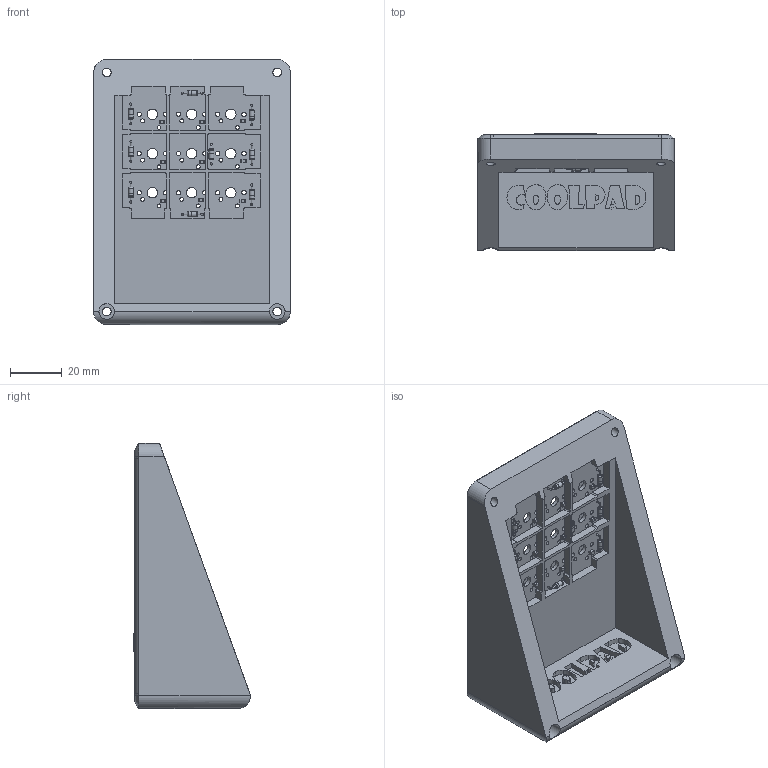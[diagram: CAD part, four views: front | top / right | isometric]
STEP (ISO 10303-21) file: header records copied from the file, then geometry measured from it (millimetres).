
FILE_DESCRIPTION(/* description */ (''),/* implementation_level */ '2;1');
FILE_NAME(/* name */ 'CoolPad_Assembly.step',/* time_stamp */ '2026-01-31T12:19:26-08:00',/* author */ (''),/* organization */ (''),/* preprocessor_version */ 'ST-DEVELOPER v20.1',/* originating_system */ 'Autodesk Translation Framework v14.24.0.0',/* authorisation */ '');
FILE_SCHEMA (('AUTOMOTIVE_DESIGN { 1 0 10303 214 3 1 1 }'));
Products named in the file (41): 2026-01-27-22-34-55-830; mycoolpad 1; PinHeader_1x04_P2.54mm_Vertical; PinHeader_1x03_P2.54mm_Vertical; mycoolpad_PCB; C_0805_2012Metric; D_DO-35_SOD27_P7.62mm_Horizontal; Seeed Studio XIAO ESP32-C5; Seeed Studio XIAO-ESP32-C3; USB TYPE C PORT; USB TYPE C PORT (1); BOSS-EXTRUDE14_8_; BOSS-EXTRUDE7_4_; BOSS-EXTRUDE7_3_; BOSS-EXTRUDE14_4_; BOSS-EXTRUDE14_2_; BOSS-EXTRUDE14_11_; BOSS-EXTRUDE7_7_; BOSS-EXTRUDE14_9_; BOSS-EXTRUDE14_3_; BOSS-EXTRUDE14_7_; MIRROR2; BOSS-EXTRUDE14_5_; BOSS-EXTRUDE14_12_; BOSS-EXTRUDE7_8_; BOSS-EXTRUDE7_1_; BOSS-EXTRUDE14_10_; BOSS-EXTRUDE7_9_; BOSS-EXTRUDE14_6_; CHAMFER9; BOSS-EXTRUDE14_1_; BOSS-EXTRUDE7_6_; BOSS-EXTRUDE7_2_; CUT-EXTRUDE5; BOSS-EXTRUDE7_5_; U.FL Connector v1; Shield; Button (1); 2026-01-27-21-37-25-054; 2026-01-27-20-55-09-246 ...
Assembly tree (56 placements, depth 6):
  2026-01-27-22-34-55-830
    mycoolpad 1
      PinHeader_1x04_P2.54mm_Vertical
      PinHeader_1x03_P2.54mm_Vertical
      C_0805_2012Metric  x9
      D_DO-35_SOD27_P7.62mm_Horizontal  x9
      mycoolpad_PCB
    Seeed Studio XIAO ESP32-C5
      Seeed Studio XIAO-ESP32-C3
        USB TYPE C PORT
          USB TYPE C PORT (1)
            BOSS-EXTRUDE14_8_
            BOSS-EXTRUDE7_4_
            BOSS-EXTRUDE7_3_
            BOSS-EXTRUDE14_4_
            BOSS-EXTRUDE14_2_
            BOSS-EXTRUDE14_11_
            BOSS-EXTRUDE7_7_
            BOSS-EXTRUDE14_9_
            BOSS-EXTRUDE14_3_
            BOSS-EXTRUDE14_7_
            MIRROR2
            BOSS-EXTRUDE14_5_
            BOSS-EXTRUDE14_12_
            BOSS-EXTRUDE7_8_
            BOSS-EXTRUDE7_1_
            BOSS-EXTRUDE14_10_
            BOSS-EXTRUDE7_9_
            BOSS-EXTRUDE14_6_
            CHAMFER9
            BOSS-EXTRUDE14_1_
            BOSS-EXTRUDE7_6_
            BOSS-EXTRUDE7_2_
            CUT-EXTRUDE5
            BOSS-EXTRUDE7_5_
        U.FL Connector v1
        Button (1)  x2
        Shield
    2026-01-27-21-37-25-054
    2026-01-27-20-55-09-246
  2026-01-27-20-59-03-702
Bounding box: 75.63 x 45 x 102.01 mm (x, y, z)
Volume: 87236.6 mm3; surface area: 56983.3 mm2
Topology: 67 solids, 67 shells, 2732 faces, 7229 edges, 4747 vertices
Faces by surface type: plane 1720, cylinder 554, bspline 392, torus 50, cone 9, sphere 7
Full cylindrical faces by diameter (mm): 0.5 x30, 0.6 x2, 0.7 x2, 0.75 x14, 0.8 x18, 1 x12, 1.5 x22, 1.524 x6, 1.65 x1, 1.7 x18, 1.9 x1, 2 x20, 2.02 x9, 3.4 x8, 4 x9, 6 x6, 6.1 x1
Entity records: 78169 total; most frequent: CARTESIAN_POINT 17954, ORIENTED_EDGE 12756, DIRECTION 10778, EDGE_CURVE 6378, LINE 4734, VECTOR 4734, VERTEX_POINT 4187, AXIS2_PLACEMENT_3D 3022
